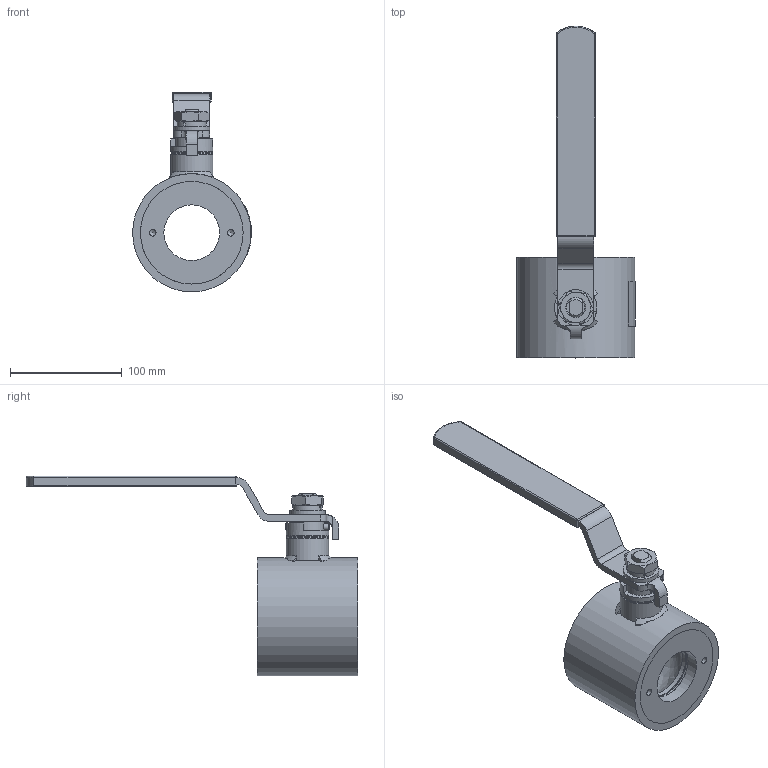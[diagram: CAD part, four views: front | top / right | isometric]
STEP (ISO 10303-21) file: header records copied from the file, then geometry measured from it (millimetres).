
FILE_DESCRIPTION((''),'2;1');
FILE_NAME('ФБ39.100.050.000.stp','2015-11-16T10:17:53',('��������'),(''),'Autodesk Inventor 2013','Autodesk Inventor 2013','');
FILE_SCHEMA(('AUTOMOTIVE_DESIGN { 1 0 10303 214 1 1 1 1 }'));
Length unit declared in the file: millimetre
Products named in the file (22): Межфланцевый; ФБ39 010 050 001; ФБ39 220 050 532; ФБС94 005 08 007; Втулка; Штифты ГОСТ 14229-93 6 x  40 - A; ФБ39 010 050 950; Рукав50; Втулка_; ФБ39 210 050 915; Прокладка 50; Шайба ГОСТ 6402-70 18 N; Гайка ГОСТ 5916-70 M18x1,5; Корпус; Корпус_Сварные швы; Корпус_межфланцевый заготовка; Бобышка; Кольцо; Шильдик на межфланцевый 50; Кольцо_верх; Кольцо 4 ГОСТ 9833-73 019-024-30
Assembly tree (24 placements, depth 3):
  Межфланцевый
    ФБ39 010 050 001
    ФБ39 220 050 532
    ФБС94 005 08 007
    Втулка
    Штифты ГОСТ 14229-93 6 x  40 - A
    ФБ39 010 050 950
      ФБ39 010 050 950
      Рукав50
    Втулка_
    ФБ39 210 050 915  x2
    Прокладка 50
    Шайба ГОСТ 6402-70 18 N
    Гайка ГОСТ 5916-70 M18x1,5
    Корпус
      Корпус_Сварные швы
      Корпус_межфланцевый заготовка
      Бобышка
    Кольцо
    Шильдик на межфланцевый 50
    Кольцо_верх  x2
    Кольцо 4 ГОСТ 9833-73 019-024-30  x2
Bounding box: 106.43 x 297.14 x 179 mm (x, y, z)
Volume: 618764.5 mm3; surface area: 213765 mm2
Topology: 23 solids, 23 shells, 286 faces, 628 edges, 396 vertices
Faces by surface type: plane 122, cylinder 97, cone 40, torus 19, sphere 8
Full cylindrical faces by diameter (mm): 6 x5, 16.376 x1, 18 x1, 19 x9, 23.7 x4, 24 x2, 26.5 x1, 27 x1, 28 x1, 29 x1, 30 x1, 32 x1, 35 x2, 37 x1, 38 x2, 50 x4, 51.5 x2, 53 x2, 56 x2, 65 x4, 82 x1, 82.8 x1, 85 x2, 86 x3, 86.5 x1, 92 x3, 106 x1
Entity records: 7895 total; most frequent: CARTESIAN_POINT 1682, DIRECTION 1273, ORIENTED_EDGE 958, AXIS2_PLACEMENT_3D 552, EDGE_CURVE 479, EDGE_LOOP 401, VERTEX_POINT 350, FACE_OUTER_BOUND 267
